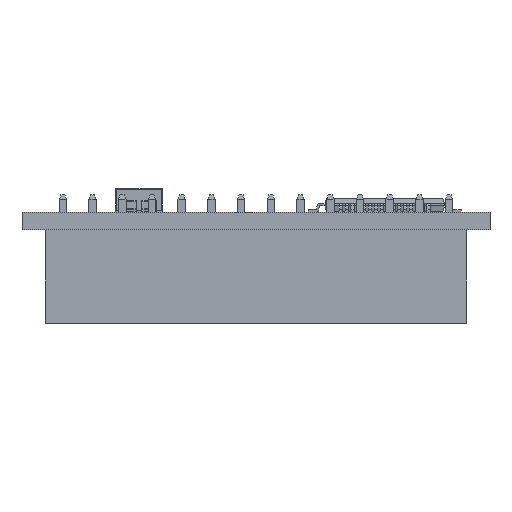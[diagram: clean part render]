
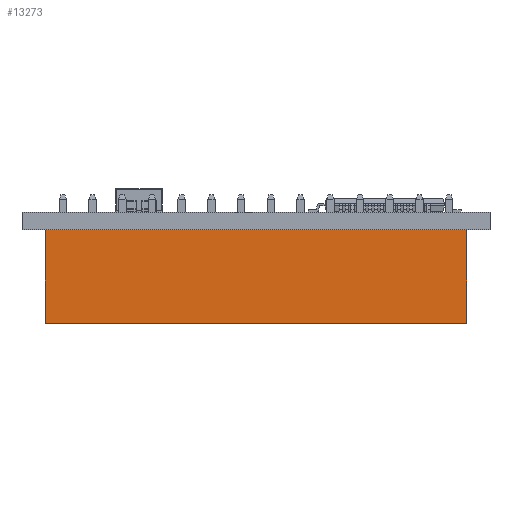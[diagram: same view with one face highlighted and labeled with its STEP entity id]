
A CAD part, left-side view. The second image highlights one B-rep face of the part: STEP entity #13273.
In plain terms, the highlighted planar face has unit normal (-1, 0, 0).
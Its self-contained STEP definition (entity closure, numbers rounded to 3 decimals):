
#13072 = VERTEX_POINT('',#13073);
#13073 = CARTESIAN_POINT('',(-26.67,34.5,0.));
#13088 = VERTEX_POINT('',#13089);
#13089 = CARTESIAN_POINT('',(-26.67,-1.5,0.));
#13095 = EDGE_CURVE('',#13072,#13088,#13096,.T.);
#13096 = LINE('',#13097,#13098);
#13097 = CARTESIAN_POINT('',(-26.67,34.5,0.));
#13098 = VECTOR('',#13099,1.);
#13099 = DIRECTION('',(0.,-1.,0.));
#13273 = ADVANCED_FACE('',(#13274),#13299,.T.);
#13274 = FACE_BOUND('',#13275,.T.);
#13275 = EDGE_LOOP('',(#13276,#13284,#13285,#13293));
#13276 = ORIENTED_EDGE('',*,*,#13277,.F.);
#13277 = EDGE_CURVE('',#13072,#13278,#13280,.T.);
#13278 = VERTEX_POINT('',#13279);
#13279 = CARTESIAN_POINT('',(-26.67,34.5,8.));
#13280 = LINE('',#13281,#13282);
#13281 = CARTESIAN_POINT('',(-26.67,34.5,0.));
#13282 = VECTOR('',#13283,1.);
#13283 = DIRECTION('',(0.,0.,1.));
#13284 = ORIENTED_EDGE('',*,*,#13095,.T.);
#13285 = ORIENTED_EDGE('',*,*,#13286,.F.);
#13286 = EDGE_CURVE('',#13287,#13088,#13289,.T.);
#13287 = VERTEX_POINT('',#13288);
#13288 = CARTESIAN_POINT('',(-26.67,-1.5,8.));
#13289 = LINE('',#13290,#13291);
#13290 = CARTESIAN_POINT('',(-26.67,-1.5,0.));
#13291 = VECTOR('',#13292,1.);
#13292 = DIRECTION('',(0.,0.,-1.));
#13293 = ORIENTED_EDGE('',*,*,#13294,.F.);
#13294 = EDGE_CURVE('',#13278,#13287,#13295,.T.);
#13295 = LINE('',#13296,#13297);
#13296 = CARTESIAN_POINT('',(-26.67,34.5,8.));
#13297 = VECTOR('',#13298,1.);
#13298 = DIRECTION('',(0.,-1.,0.));
#13299 = PLANE('',#13300);
#13300 = AXIS2_PLACEMENT_3D('',#13301,#13302,#13303);
#13301 = CARTESIAN_POINT('',(-26.67,34.5,8.));
#13302 = DIRECTION('',(-1.,0.,0.));
#13303 = DIRECTION('',(0.,0.,-1.));
